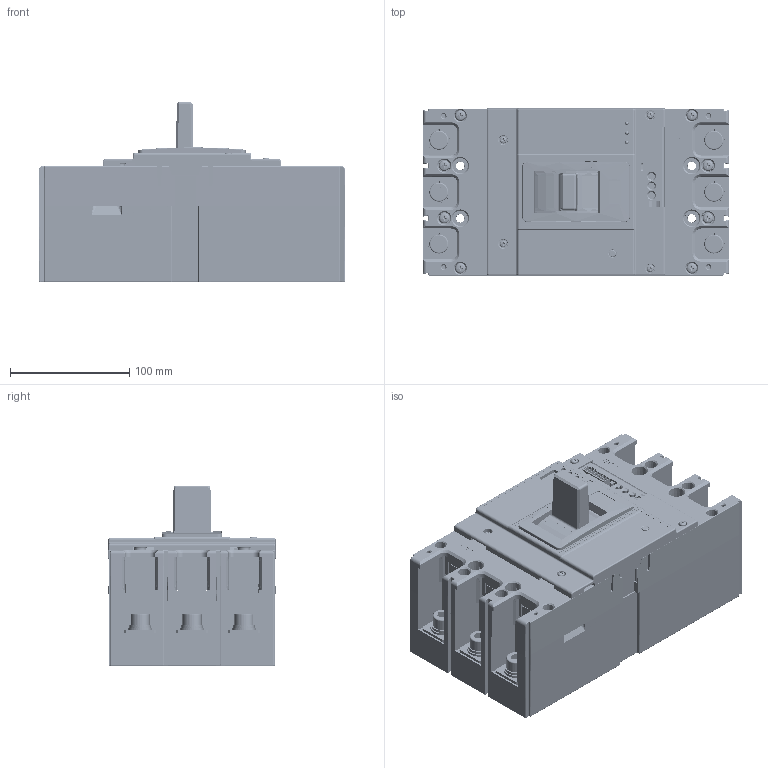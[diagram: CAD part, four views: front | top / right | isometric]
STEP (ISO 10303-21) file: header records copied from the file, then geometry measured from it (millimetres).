
FILE_DESCRIPTION(/* description */ (''),/* implementation_level */ '2;1');
FILE_NAME(/* name */ 'model1.stp',/* time_stamp */ '2024-02-27T08:30:02+08:00',/* author */ (''),/* organization */ (''),/* preprocessor_version */ 'ST-DEVELOPER v11',/* originating_system */ 'SIEMENS UGS NX 6.0',/* authorisation */ '');
FILE_SCHEMA (('CONFIG_CONTROL_DESIGN'));
Products named in the file (1): Admi3927hn7w
Bounding box: 257 x 140 x 151.23 mm (x, y, z)
Volume: 1641342 mm3; surface area: 658265.7 mm2
Topology: 86 solids, 94 shells, 5371 faces, 14727 edges, 9653 vertices
Faces by surface type: plane 3383, cylinder 1177, cone 258, bspline 206, torus 198, extrusion 109, sphere 40
Full cylindrical faces by diameter (mm): 0.5 x19, 0.8 x5, 2.659 x4, 3 x8, 3.15 x4, 3.2 x6, 3.354 x84, 3.4 x4, 3.5 x8, 3.9 x6, 4 x4, 4.2 x19, 4.48 x9, 4.6 x8, 5 x53, 5.5 x29, 5.8 x1, 5.85 x8, 6.2 x1, 6.3 x1, 7 x12, 7.4 x4, 7.5 x20, 8.7 x4, 8.782 x1, 8.82 x9, 8.9 x1, 9.1 x4, 9.5 x9, 9.732 x6
Entity records: 257997 total; most frequent: CARTESIAN_POINT 128435, ORIENTED_EDGE 27262, DIRECTION 25260, EDGE_CURVE 13631, VERTEX_POINT 9224, VECTOR 9070, LINE 8961, AXIS2_PLACEMENT_3D 8095
